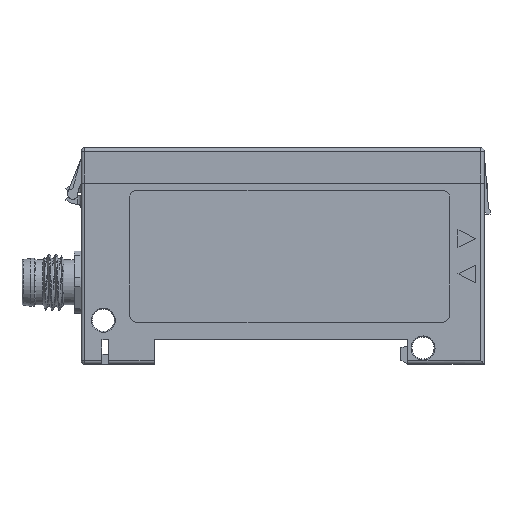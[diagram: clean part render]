
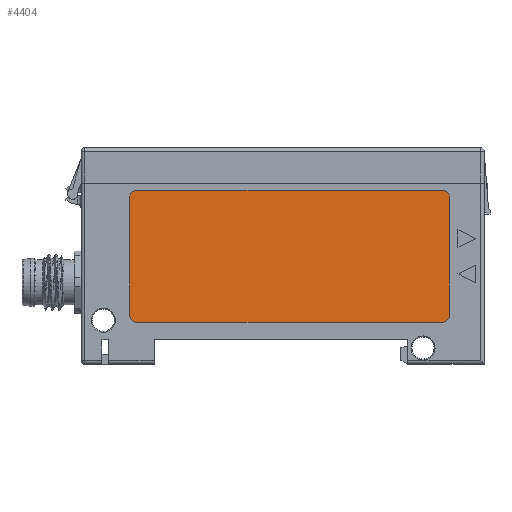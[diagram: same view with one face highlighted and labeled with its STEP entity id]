
A CAD part, top view. The second image highlights one B-rep face of the part: STEP entity #4404.
In plain terms, the highlighted planar face has unit normal (0, 0, 1).
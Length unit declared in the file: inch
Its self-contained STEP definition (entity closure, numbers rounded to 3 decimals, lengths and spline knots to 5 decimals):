
#101 = AXIS2_PLACEMENT_3D ( 'NONE', #6925, #1816, #3041 ) ;
#192 = CARTESIAN_POINT ( 'NONE',  ( 0.2756, 0.2762, 0.39345 ) ) ;
#250 = LINE ( 'NONE', #995, #1669 ) ;
#330 = VERTEX_POINT ( 'NONE', #2898 ) ;
#401 = VERTEX_POINT ( 'NONE', #2953 ) ;
#459 = DIRECTION ( 'NONE',  ( -1., 0., 0. ) ) ;
#560 = DIRECTION ( 'NONE',  ( 1., 0., 0. ) ) ;
#660 = EDGE_CURVE ( 'NONE', #3237, #401, #5680, .T. ) ;
#764 = CARTESIAN_POINT ( 'NONE',  ( 2.0466, 0.9842, 0.39345 ) ) ;
#893 = EDGE_CURVE ( 'NONE', #6542, #330, #7861, .T. ) ;
#926 = DIRECTION ( 'NONE',  ( 0., 0., 1. ) ) ;
#995 = CARTESIAN_POINT ( 'NONE',  ( 0.3156, 0.2362, 0.39345 ) ) ;
#1130 = EDGE_LOOP ( 'NONE', ( #7612, #2199, #3240, #5592, #5246, #5389, #6931, #7267 ) ) ;
#1166 = CARTESIAN_POINT ( 'NONE',  ( 0.3156, 0.2762, 0.39345 ) ) ;
#1669 = VECTOR ( 'NONE', #2297, 39.37008 ) ;
#1731 = CARTESIAN_POINT ( 'NONE',  ( 2.0866, 0.9442, 0.39345 ) ) ;
#1767 = VERTEX_POINT ( 'NONE', #764 ) ;
#1816 = DIRECTION ( 'NONE',  ( 0., 0., 1. ) ) ;
#2195 = CARTESIAN_POINT ( 'NONE',  ( 0.3156, 0.2362, 0.39345 ) ) ;
#2199 = ORIENTED_EDGE ( 'NONE', *, *, #7766, .T. ) ;
#2297 = DIRECTION ( 'NONE',  ( 1., 0., 0. ) ) ;
#2527 = CARTESIAN_POINT ( 'NONE',  ( 2.0866, 0.2762, 0.39345 ) ) ;
#2572 = VECTOR ( 'NONE', #6071, 39.37008 ) ;
#2573 = CARTESIAN_POINT ( 'NONE',  ( 0.3156, 0.2762, 0.39345 ) ) ;
#2898 = CARTESIAN_POINT ( 'NONE',  ( 2.0866, 0.2762, 0.39345 ) ) ;
#2913 = EDGE_CURVE ( 'NONE', #401, #6693, #4903, .T. ) ;
#2953 = CARTESIAN_POINT ( 'NONE',  ( 0.2756, 0.9442, 0.39345 ) ) ;
#3038 = DIRECTION ( 'NONE',  ( 0., 0., 1. ) ) ;
#3041 = DIRECTION ( 'NONE',  ( 1., 0., 0. ) ) ;
#3237 = VERTEX_POINT ( 'NONE', #6904 ) ;
#3240 = ORIENTED_EDGE ( 'NONE', *, *, #893, .T. ) ;
#3244 = AXIS2_PLACEMENT_3D ( 'NONE', #1166, #4424, #3797 ) ;
#3354 = EDGE_CURVE ( 'NONE', #6693, #4843, #7030, .T. ) ;
#3550 = CIRCLE ( 'NONE', #101, 0.04 ) ;
#3797 = DIRECTION ( 'NONE',  ( 1., 0., 0. ) ) ;
#4133 = CARTESIAN_POINT ( 'NONE',  ( 0.2756, 0.2762, 0.39345 ) ) ;
#4147 = CARTESIAN_POINT ( 'NONE',  ( 0.3156, 0.9442, 0.39345 ) ) ;
#4349 = EDGE_CURVE ( 'NONE', #330, #7962, #4856, .T. ) ;
#4404 = ADVANCED_FACE ( 'NONE', ( #8198 ), #8303, .T. ) ;
#4424 = DIRECTION ( 'NONE',  ( 0., 0., 1. ) ) ;
#4670 = CARTESIAN_POINT ( 'NONE',  ( 2.0466, 0.2362, 0.39345 ) ) ;
#4843 = VERTEX_POINT ( 'NONE', #2195 ) ;
#4856 = LINE ( 'NONE', #2527, #7787 ) ;
#4903 = LINE ( 'NONE', #192, #2572 ) ;
#4977 = CARTESIAN_POINT ( 'NONE',  ( 2.0466, 0.2762, 0.39345 ) ) ;
#5003 = CARTESIAN_POINT ( 'NONE',  ( 0.3156, 0.9842, 0.39345 ) ) ;
#5246 = ORIENTED_EDGE ( 'NONE', *, *, #5799, .T. ) ;
#5389 = ORIENTED_EDGE ( 'NONE', *, *, #7801, .T. ) ;
#5592 = ORIENTED_EDGE ( 'NONE', *, *, #4349, .T. ) ;
#5680 = CIRCLE ( 'NONE', #6680, 0.04 ) ;
#5721 = DIRECTION ( 'NONE',  ( 0., 1., 0. ) ) ;
#5799 = EDGE_CURVE ( 'NONE', #7962, #1767, #3550, .T. ) ;
#6071 = DIRECTION ( 'NONE',  ( 0., -1., 0. ) ) ;
#6114 = AXIS2_PLACEMENT_3D ( 'NONE', #2573, #7737, #560 ) ;
#6461 = LINE ( 'NONE', #5003, #8154 ) ;
#6542 = VERTEX_POINT ( 'NONE', #4670 ) ;
#6680 = AXIS2_PLACEMENT_3D ( 'NONE', #4147, #926, #8006 ) ;
#6693 = VERTEX_POINT ( 'NONE', #4133 ) ;
#6904 = CARTESIAN_POINT ( 'NONE',  ( 0.3156, 0.9842, 0.39345 ) ) ;
#6925 = CARTESIAN_POINT ( 'NONE',  ( 2.0466, 0.9442, 0.39345 ) ) ;
#6931 = ORIENTED_EDGE ( 'NONE', *, *, #660, .T. ) ;
#7030 = CIRCLE ( 'NONE', #6114, 0.04 ) ;
#7230 = AXIS2_PLACEMENT_3D ( 'NONE', #4977, #3038, #7553 ) ;
#7267 = ORIENTED_EDGE ( 'NONE', *, *, #2913, .T. ) ;
#7553 = DIRECTION ( 'NONE',  ( 1., 0., 0. ) ) ;
#7612 = ORIENTED_EDGE ( 'NONE', *, *, #3354, .T. ) ;
#7737 = DIRECTION ( 'NONE',  ( 0., 0., 1. ) ) ;
#7766 = EDGE_CURVE ( 'NONE', #4843, #6542, #250, .T. ) ;
#7787 = VECTOR ( 'NONE', #5721, 39.37008 ) ;
#7801 = EDGE_CURVE ( 'NONE', #1767, #3237, #6461, .T. ) ;
#7861 = CIRCLE ( 'NONE', #7230, 0.04 ) ;
#7962 = VERTEX_POINT ( 'NONE', #1731 ) ;
#8006 = DIRECTION ( 'NONE',  ( 1., 0., 0. ) ) ;
#8154 = VECTOR ( 'NONE', #459, 39.37008 ) ;
#8198 = FACE_OUTER_BOUND ( 'NONE', #1130, .T. ) ;
#8303 = PLANE ( 'NONE',  #3244 ) ;
